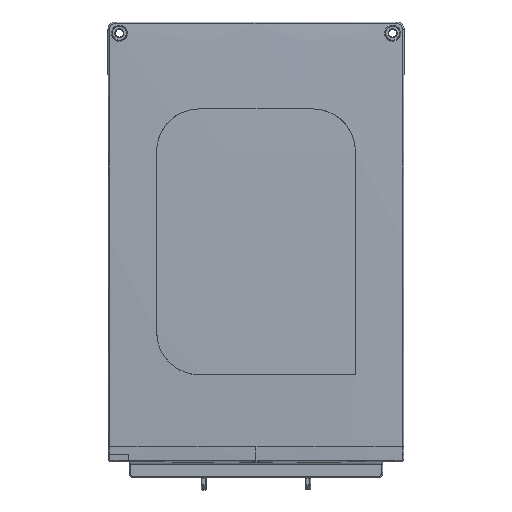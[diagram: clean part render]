
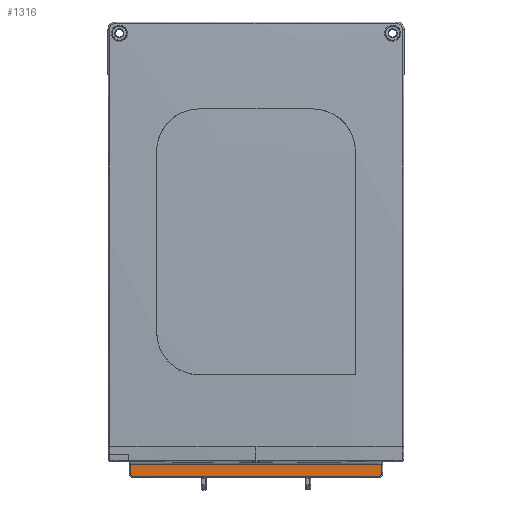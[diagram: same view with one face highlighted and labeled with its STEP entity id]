
A CAD part, front view. The second image highlights one B-rep face of the part: STEP entity #1316.
In plain terms, the highlighted free-form (B-spline) face has degree [1, 3] with [2, 4] control points.
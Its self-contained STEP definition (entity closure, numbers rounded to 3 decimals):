
#83 = CARTESIAN_POINT ( 'NONE',  ( 49.129, 36.096, -147.998 ) ) ;
#126 = CARTESIAN_POINT ( 'NONE',  ( -50.53, 36.07, -146.498 ) ) ;
#136 = CARTESIAN_POINT ( 'NONE',  ( 50.229, 36.086, -147.421 ) ) ;
#178 = CARTESIAN_POINT ( 'NONE',  ( -50.454, 36.078, -146.981 ) ) ;
#303 = CARTESIAN_POINT ( 'NONE',  ( -50.53, 36.07, -146.498 ) ) ;
#312 = B_SPLINE_SURFACE_WITH_KNOTS ( 'NONE', 1, 3, ( 
 ( #17138, #14452, #9074, #1021 ),
 ( #10406, #2379, #11769, #3742 ) ),
 .UNSPECIFIED., .F., .F., .F.,
 ( 2, 2 ),
 ( 4, 4 ),
 ( 0., 1. ),
 ( 0.524, 0.627 ),
 .UNSPECIFIED. ) ;
#711 = CARTESIAN_POINT ( 'NONE',  ( 16.843, 36.008, -142.983 ) ) ;
#1021 = CARTESIAN_POINT ( 'NONE',  ( -51.276, 36., -142.5 ) ) ;
#1316 = ADVANCED_FACE ( 'NONE', ( #13223 ), #312, .F. ) ;
#1447 = CARTESIAN_POINT ( 'NONE',  ( 49.226, 36.096, -147.989 ) ) ;
#1497 = CARTESIAN_POINT ( 'NONE',  ( 50.49, 36.077, -146.893 ) ) ;
#1540 = CARTESIAN_POINT ( 'NONE',  ( -50.332, 36.083, -147.249 ) ) ;
#1552 = CARTESIAN_POINT ( 'NONE',  ( -50.528, 36.008, -142.983 ) ) ;
#1875 = VERTEX_POINT ( 'NONE', #5683 ) ;
#2294 = EDGE_CURVE ( 'NONE', #2517, #7265, #14995, .T. ) ;
#2362 = EDGE_CURVE ( 'NONE', #16845, #5850, #3374, .T. ) ;
#2379 = CARTESIAN_POINT ( 'NONE',  ( 17.092, 36.126, -149.7 ) ) ;
#2517 = VERTEX_POINT ( 'NONE', #14863 ) ;
#2851 = CARTESIAN_POINT ( 'NONE',  ( 50.53, 36.07, -146.498 ) ) ;
#2895 = CARTESIAN_POINT ( 'NONE',  ( -50.16, 36.087, -147.489 ) ) ;
#2907 = CARTESIAN_POINT ( 'NONE',  ( -50.528, 36.014, -143.316 ) ) ;
#3144 = EDGE_LOOP ( 'NONE', ( #12103, #3213, #3290, #3401, #8192, #13203 ) ) ;
#3213 = ORIENTED_EDGE ( 'NONE', *, *, #2362, .T. ) ;
#3290 = ORIENTED_EDGE ( 'NONE', *, *, #7987, .T. ) ;
#3374 = B_SPLINE_CURVE_WITH_KNOTS ( 'NONE', 3,
 ( #1552, #2907, #5666, #6998, #16445, #8368, #303 ),
 .UNSPECIFIED., .F., .F.,
 ( 4, 3, 4 ),
 ( 0., 0.001, 0.004 ),
 .UNSPECIFIED. ) ;
#3401 = ORIENTED_EDGE ( 'NONE', *, *, #11822, .T. ) ;
#3480 = CARTESIAN_POINT ( 'NONE',  ( -50.528, 36.008, -142.983 ) ) ;
#3742 = CARTESIAN_POINT ( 'NONE',  ( -51.276, 36.126, -149.7 ) ) ;
#4159 = CARTESIAN_POINT ( 'NONE',  ( 49.03, 36.096, -147.998 ) ) ;
#4259 = CARTESIAN_POINT ( 'NONE',  ( -49.786, 36.093, -147.809 ) ) ;
#5079 = CARTESIAN_POINT ( 'NONE',  ( -16.343, 36.096, -147.998 ) ) ;
#5491 = CARTESIAN_POINT ( 'NONE',  ( 49.513, 36.095, -147.922 ) ) ;
#5598 = CARTESIAN_POINT ( 'NONE',  ( -49.228, 36.096, -147.998 ) ) ;
#5624 = CARTESIAN_POINT ( 'NONE',  ( 50.53, 36.058, -145.831 ) ) ;
#5666 = CARTESIAN_POINT ( 'NONE',  ( -50.528, 36.02, -143.649 ) ) ;
#5683 = CARTESIAN_POINT ( 'NONE',  ( -49.03, 36.096, -147.998 ) ) ;
#5850 = VERTEX_POINT ( 'NONE', #10308 ) ;
#6833 = CARTESIAN_POINT ( 'NONE',  ( 49.781, 36.093, -147.8 ) ) ;
#6954 = CARTESIAN_POINT ( 'NONE',  ( 50.529, 36.038, -144.659 ) ) ;
#6998 = CARTESIAN_POINT ( 'NONE',  ( -50.528, 36.026, -143.983 ) ) ;
#7200 = EDGE_CURVE ( 'NONE', #12638, #16845, #8574, .T. ) ;
#7265 = VERTEX_POINT ( 'NONE', #14378 ) ;
#7763 = CARTESIAN_POINT ( 'NONE',  ( 49.03, 36.096, -147.998 ) ) ;
#7987 = EDGE_CURVE ( 'NONE', #5850, #1875, #17408, .T. ) ;
#8192 = ORIENTED_EDGE ( 'NONE', *, *, #2294, .T. ) ;
#8197 = CARTESIAN_POINT ( 'NONE',  ( 50.021, 36.09, -147.628 ) ) ;
#8242 = CARTESIAN_POINT ( 'NONE',  ( -50.482, 36.077, -146.886 ) ) ;
#8323 = CARTESIAN_POINT ( 'NONE',  ( 50.528, 36.008, -142.983 ) ) ;
#8368 = CARTESIAN_POINT ( 'NONE',  ( -50.529, 36.055, -145.659 ) ) ;
#8574 = B_SPLINE_CURVE_WITH_KNOTS ( 'NONE', 3,
 ( #8766, #711, #11518, #3480 ),
 .UNSPECIFIED., .F., .F.,
 ( 4, 4 ),
 ( 0.001, 0.102 ),
 .UNSPECIFIED. ) ;
#8766 = CARTESIAN_POINT ( 'NONE',  ( 50.528, 36.008, -142.983 ) ) ;
#8821 = EDGE_CURVE ( 'NONE', #7265, #12638, #10593, .T. ) ;
#9074 = CARTESIAN_POINT ( 'NONE',  ( -17.092, 36., -142.5 ) ) ;
#9537 = CARTESIAN_POINT ( 'NONE',  ( 50.341, 36.083, -147.254 ) ) ;
#9575 = CARTESIAN_POINT ( 'NONE',  ( -50.378, 36.081, -147.163 ) ) ;
#9599 = CARTESIAN_POINT ( 'NONE',  ( 50.53, 36.064, -146.164 ) ) ;
#10308 = CARTESIAN_POINT ( 'NONE',  ( -50.53, 36.07, -146.498 ) ) ;
#10406 = CARTESIAN_POINT ( 'NONE',  ( 51.276, 36.126, -149.7 ) ) ;
#10593 = B_SPLINE_CURVE_WITH_KNOTS ( 'NONE', 3,
 ( #10959, #9599, #5624, #15058, #6954, #16404, #8323 ),
 .UNSPECIFIED., .F., .F.,
 ( 4, 3, 4 ),
 ( 0., 0.001, 0.004 ),
 .UNSPECIFIED. ) ;
#10888 = CARTESIAN_POINT ( 'NONE',  ( 50.53, 36.073, -146.696 ) ) ;
#10931 = CARTESIAN_POINT ( 'NONE',  ( -50.224, 36.086, -147.412 ) ) ;
#10959 = CARTESIAN_POINT ( 'NONE',  ( 50.53, 36.07, -146.498 ) ) ;
#11518 = CARTESIAN_POINT ( 'NONE',  ( -16.843, 36.008, -142.983 ) ) ;
#11769 = CARTESIAN_POINT ( 'NONE',  ( -17.092, 36.126, -149.7 ) ) ;
#11822 = EDGE_CURVE ( 'NONE', #1875, #2517, #13581, .T. ) ;
#12103 = ORIENTED_EDGE ( 'NONE', *, *, #7200, .T. ) ;
#12293 = CARTESIAN_POINT ( 'NONE',  ( -49.953, 36.091, -147.697 ) ) ;
#12638 = VERTEX_POINT ( 'NONE', #13442 ) ;
#13203 = ORIENTED_EDGE ( 'NONE', *, *, #8821, .T. ) ;
#13223 = FACE_OUTER_BOUND ( 'NONE', #3144, .T. ) ;
#13442 = CARTESIAN_POINT ( 'NONE',  ( 50.528, 36.008, -142.983 ) ) ;
#13560 = CARTESIAN_POINT ( 'NONE',  ( 49.418, 36.095, -147.95 ) ) ;
#13581 = B_SPLINE_CURVE_WITH_KNOTS ( 'NONE', 3,
 ( #14512, #5079, #15855, #7763 ),
 .UNSPECIFIED., .F., .F.,
 ( 4, 4 ),
 ( 0., 0.098 ),
 .UNSPECIFIED. ) ;
#13663 = CARTESIAN_POINT ( 'NONE',  ( -49.425, 36.095, -147.958 ) ) ;
#14378 = CARTESIAN_POINT ( 'NONE',  ( 50.53, 36.07, -146.498 ) ) ;
#14452 = CARTESIAN_POINT ( 'NONE',  ( 17.092, 36., -142.5 ) ) ;
#14512 = CARTESIAN_POINT ( 'NONE',  ( -49.03, 36.096, -147.998 ) ) ;
#14863 = CARTESIAN_POINT ( 'NONE',  ( 49.03, 36.096, -147.998 ) ) ;
#14934 = CARTESIAN_POINT ( 'NONE',  ( 49.695, 36.093, -147.846 ) ) ;
#14995 = B_SPLINE_CURVE_WITH_KNOTS ( 'NONE', 3,
 ( #4159, #83, #1447, #13560, #5491, #14934, #6833, #16275, #8197, #136, #9537, #1497, #10888, #2851 ),
 .UNSPECIFIED., .F., .F.,
 ( 4, 2, 2, 2, 2, 2, 4 ),
 ( 0., 0., 0.001, 0.001, 0.001, 0.002, 0.002 ),
 .UNSPECIFIED. ) ;
#15033 = CARTESIAN_POINT ( 'NONE',  ( -49.03, 36.096, -147.998 ) ) ;
#15058 = CARTESIAN_POINT ( 'NONE',  ( 50.529, 36.052, -145.498 ) ) ;
#15855 = CARTESIAN_POINT ( 'NONE',  ( 16.343, 36.096, -147.998 ) ) ;
#16265 = CARTESIAN_POINT ( 'NONE',  ( -50.53, 36.072, -146.597 ) ) ;
#16275 = CARTESIAN_POINT ( 'NONE',  ( 49.944, 36.091, -147.692 ) ) ;
#16318 = CARTESIAN_POINT ( 'NONE',  ( -50.52, 36.073, -146.694 ) ) ;
#16404 = CARTESIAN_POINT ( 'NONE',  ( 50.528, 36.023, -143.821 ) ) ;
#16445 = CARTESIAN_POINT ( 'NONE',  ( -50.529, 36.041, -144.821 ) ) ;
#16709 = CARTESIAN_POINT ( 'NONE',  ( -50.528, 36.008, -142.983 ) ) ;
#16845 = VERTEX_POINT ( 'NONE', #16709 ) ;
#17138 = CARTESIAN_POINT ( 'NONE',  ( 51.276, 36., -142.5 ) ) ;
#17408 = B_SPLINE_CURVE_WITH_KNOTS ( 'NONE', 3,
 ( #126, #16265, #16318, #8242, #178, #9575, #1540, #10931, #2895, #12293, #4259, #13663, #5598, #15033 ),
 .UNSPECIFIED., .F., .F.,
 ( 4, 2, 2, 2, 2, 2, 4 ),
 ( 0., 0., 0.001, 0.001, 0.001, 0.002, 0.002 ),
 .UNSPECIFIED. ) ;
